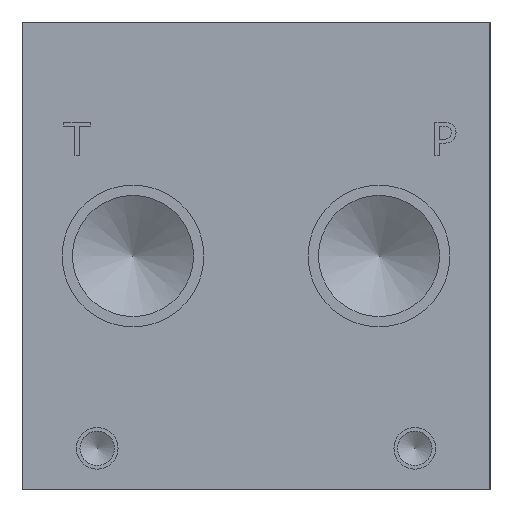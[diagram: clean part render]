
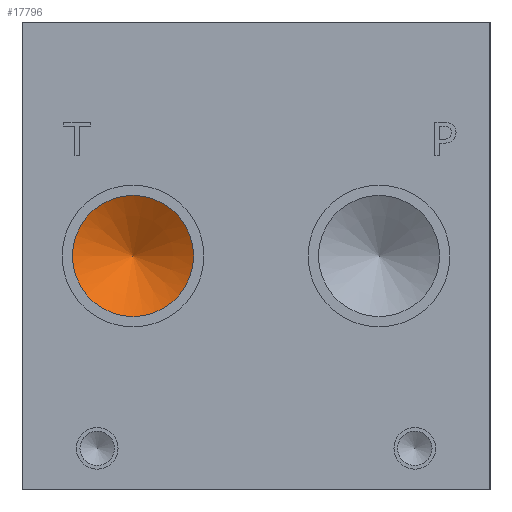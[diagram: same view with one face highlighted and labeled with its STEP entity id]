
A CAD part, left-side view. The second image highlights one B-rep face of the part: STEP entity #17796.
In plain terms, the highlighted conical face has half-angle 60 degrees and reference radius 5.753 mm.
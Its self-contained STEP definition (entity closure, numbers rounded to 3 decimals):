
#145=CONICAL_SURFACE('',#18579,5.753,1.047);
#490=CIRCLE('',#18580,11.506);
#491=CIRCLE('',#18581,11.506);
#2212=FACE_OUTER_BOUND('',#3240,.T.);
#3240=EDGE_LOOP('',(#14653,#14654,#14655,#14656));
#4983=LINE('',#29818,#6566);
#6566=VECTOR('',#21654,5.753);
#8030=VERTEX_POINT('',#29814);
#8031=VERTEX_POINT('',#29815);
#8032=VERTEX_POINT('',#29817);
#10384=EDGE_CURVE('',#8030,#8031,#490,.T.);
#10385=EDGE_CURVE('',#8031,#8032,#4983,.T.);
#10386=EDGE_CURVE('',#8031,#8030,#491,.T.);
#14653=ORIENTED_EDGE('',*,*,#10384,.T.);
#14654=ORIENTED_EDGE('',*,*,#10385,.T.);
#14655=ORIENTED_EDGE('',*,*,#10385,.F.);
#14656=ORIENTED_EDGE('',*,*,#10386,.T.);
#17796=ADVANCED_FACE('',(#2212),#145,.F.);
#18579=AXIS2_PLACEMENT_3D('',#29813,#21650,#21651);
#18580=AXIS2_PLACEMENT_3D('',#29816,#21652,#21653);
#18581=AXIS2_PLACEMENT_3D('',#29819,#21655,#21656);
#21650=DIRECTION('center_axis',(-1.,0.,0.));
#21651=DIRECTION('ref_axis',(0.,1.,0.));
#21652=DIRECTION('center_axis',(-1.,0.,0.));
#21653=DIRECTION('ref_axis',(0.,1.,0.));
#21654=DIRECTION('',(0.5,0.866,0.));
#21655=DIRECTION('center_axis',(-1.,0.,0.));
#21656=DIRECTION('ref_axis',(0.,1.,0.));
#29813=CARTESIAN_POINT('Origin',(19.835,67.818,44.45));
#29814=CARTESIAN_POINT('',(16.514,79.324,44.45));
#29815=CARTESIAN_POINT('',(16.514,56.312,44.45));
#29816=CARTESIAN_POINT('Origin',(16.514,67.818,44.45));
#29817=CARTESIAN_POINT('',(23.157,67.818,44.45));
#29818=CARTESIAN_POINT('',(19.835,62.065,44.45));
#29819=CARTESIAN_POINT('Origin',(16.514,67.818,44.45));
